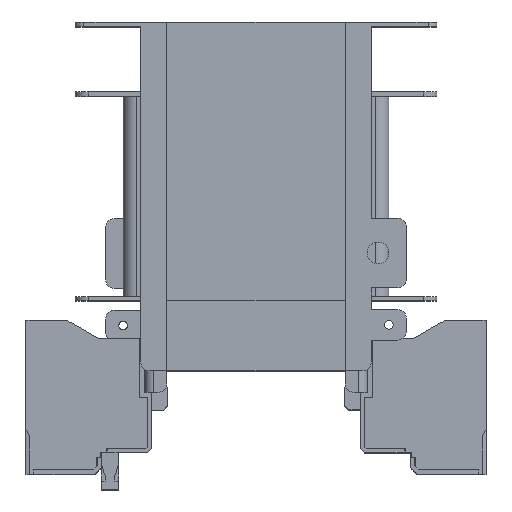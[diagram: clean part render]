
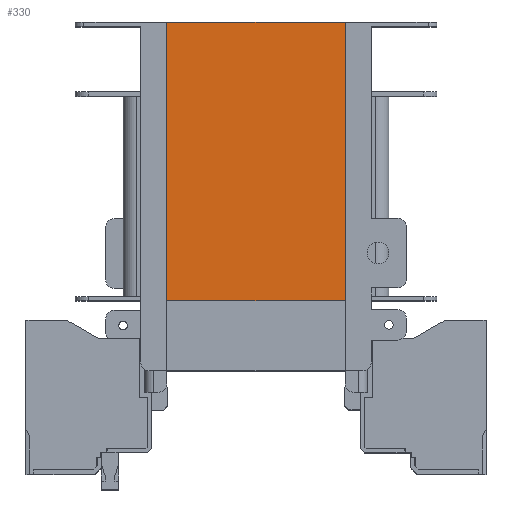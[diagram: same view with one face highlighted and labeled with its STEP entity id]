
A CAD part, top view. The second image highlights one B-rep face of the part: STEP entity #330.
In plain terms, the highlighted face is planar.
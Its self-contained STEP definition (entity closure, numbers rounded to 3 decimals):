
#152 = CARTESIAN_POINT ( 'NONE',  ( 0., -64., 41. ) ) ;
#330 = ADVANCED_FACE ( 'NONE', ( #6891 ), #15932, .F. ) ;
#427 = VECTOR ( 'NONE', #8396, 1000. ) ;
#770 = DIRECTION ( 'NONE',  ( 0., 1., 0. ) ) ;
#1567 = EDGE_CURVE ( 'NONE', #22555, #29137, #25654, .T. ) ;
#1971 = CARTESIAN_POINT ( 'NONE',  ( 0., 0., 0. ) ) ;
#2001 = DIRECTION ( 'NONE',  ( 0., -1., 0. ) ) ;
#2165 = VECTOR ( 'NONE', #14575, 1000. ) ;
#5196 = EDGE_LOOP ( 'NONE', ( #36689, #25310, #28456, #10531 ) ) ;
#5679 = EDGE_CURVE ( 'NONE', #33829, #11568, #25814, .T. ) ;
#6891 = FACE_OUTER_BOUND ( 'NONE', #5196, .T. ) ;
#8196 = CARTESIAN_POINT ( 'NONE',  ( 0., -64., 41. ) ) ;
#8396 = DIRECTION ( 'NONE',  ( 0., 0., -1. ) ) ;
#9427 = EDGE_CURVE ( 'NONE', #29137, #11568, #29270, .T. ) ;
#10531 = ORIENTED_EDGE ( 'NONE', *, *, #10588, .T. ) ;
#10588 = EDGE_CURVE ( 'NONE', #22555, #33829, #19507, .T. ) ;
#11568 = VERTEX_POINT ( 'NONE', #21113 ) ;
#13702 = VECTOR ( 'NONE', #22638, 1000. ) ;
#13773 = CARTESIAN_POINT ( 'NONE',  ( 0., 0., 41. ) ) ;
#14575 = DIRECTION ( 'NONE',  ( 0., -1., 0. ) ) ;
#15680 = CARTESIAN_POINT ( 'NONE',  ( 0., 0., 0. ) ) ;
#15932 = PLANE ( 'NONE',  #18076 ) ;
#18076 = AXIS2_PLACEMENT_3D ( 'NONE', #30908, #22232, #770 ) ;
#19507 = LINE ( 'NONE', #13773, #13702 ) ;
#20990 = CARTESIAN_POINT ( 'NONE',  ( 0., 0., 41. ) ) ;
#21113 = CARTESIAN_POINT ( 'NONE',  ( 0., -64., 0. ) ) ;
#22232 = DIRECTION ( 'NONE',  ( 1., 0., 0. ) ) ;
#22555 = VERTEX_POINT ( 'NONE', #20990 ) ;
#22638 = DIRECTION ( 'NONE',  ( 0., 0., -1. ) ) ;
#23812 = VECTOR ( 'NONE', #2001, 1000. ) ;
#25310 = ORIENTED_EDGE ( 'NONE', *, *, #9427, .F. ) ;
#25654 = LINE ( 'NONE', #37670, #23812 ) ;
#25814 = LINE ( 'NONE', #1971, #2165 ) ;
#28456 = ORIENTED_EDGE ( 'NONE', *, *, #1567, .F. ) ;
#29137 = VERTEX_POINT ( 'NONE', #152 ) ;
#29270 = LINE ( 'NONE', #8196, #427 ) ;
#30908 = CARTESIAN_POINT ( 'NONE',  ( 0., 0., 41. ) ) ;
#33829 = VERTEX_POINT ( 'NONE', #15680 ) ;
#36689 = ORIENTED_EDGE ( 'NONE', *, *, #5679, .T. ) ;
#37670 = CARTESIAN_POINT ( 'NONE',  ( 0., 0., 41. ) ) ;
